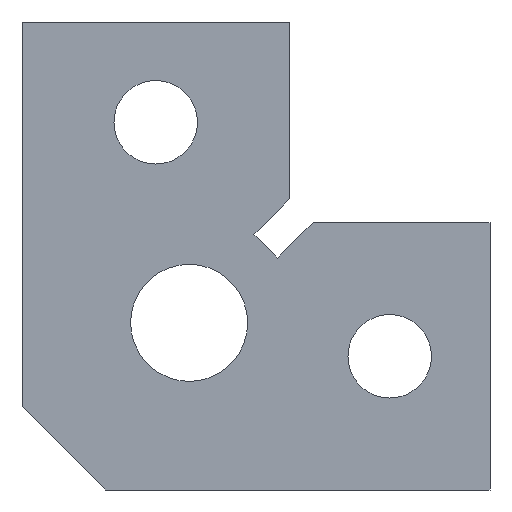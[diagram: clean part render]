
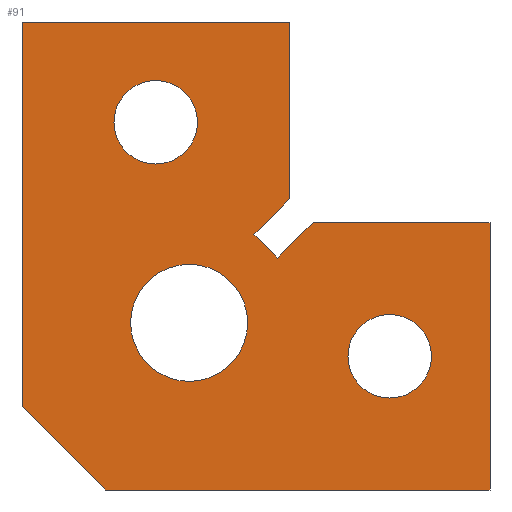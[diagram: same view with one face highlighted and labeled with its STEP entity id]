
A CAD part, front view. The second image highlights one B-rep face of the part: STEP entity #91.
In plain terms, the highlighted planar face has unit normal (0, -1, 0).
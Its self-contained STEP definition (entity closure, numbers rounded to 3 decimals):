
#91=ADVANCED_FACE('',(#126,#127,#128,#129),#130,.T.);
#126=FACE_BOUND('',#168,.T.);
#127=FACE_BOUND('',#169,.T.);
#128=FACE_BOUND('',#170,.T.);
#129=FACE_OUTER_BOUND('',#171,.T.);
#130=PLANE('',#172);
#168=EDGE_LOOP('',(#290,#291));
#169=EDGE_LOOP('',(#292,#293));
#170=EDGE_LOOP('',(#294,#295));
#171=EDGE_LOOP('',(#296,#297,#298,#299,#300,#301,#302,#303,#304,#305));
#172=AXIS2_PLACEMENT_3D('',#306,#307,#308);
#290=ORIENTED_EDGE('',*,*,#337,.T.);
#291=ORIENTED_EDGE('',*,*,#341,.T.);
#292=ORIENTED_EDGE('',*,*,#333,.T.);
#293=ORIENTED_EDGE('',*,*,#343,.T.);
#294=ORIENTED_EDGE('',*,*,#329,.T.);
#295=ORIENTED_EDGE('',*,*,#345,.T.);
#296=ORIENTED_EDGE('',*,*,#346,.F.);
#297=ORIENTED_EDGE('',*,*,#374,.F.);
#298=ORIENTED_EDGE('',*,*,#371,.F.);
#299=ORIENTED_EDGE('',*,*,#368,.F.);
#300=ORIENTED_EDGE('',*,*,#365,.F.);
#301=ORIENTED_EDGE('',*,*,#362,.F.);
#302=ORIENTED_EDGE('',*,*,#359,.F.);
#303=ORIENTED_EDGE('',*,*,#356,.F.);
#304=ORIENTED_EDGE('',*,*,#353,.F.);
#305=ORIENTED_EDGE('',*,*,#350,.F.);
#306=CARTESIAN_POINT('',(-2.818,-5.0,-2.818));
#307=DIRECTION('',(0.0,-1.0,0.));
#308=DIRECTION('',(1.0,0.0,0.0));
#329=EDGE_CURVE('',#379,#376,#380,.T.);
#333=EDGE_CURVE('',#387,#384,#388,.T.);
#337=EDGE_CURVE('',#395,#392,#396,.T.);
#341=EDGE_CURVE('',#392,#395,#401,.T.);
#343=EDGE_CURVE('',#384,#387,#403,.T.);
#345=EDGE_CURVE('',#376,#379,#405,.T.);
#346=EDGE_CURVE('',#406,#407,#408,.T.);
#350=EDGE_CURVE('',#407,#414,#415,.T.);
#353=EDGE_CURVE('',#414,#419,#420,.T.);
#356=EDGE_CURVE('',#419,#424,#425,.T.);
#359=EDGE_CURVE('',#424,#429,#430,.T.);
#362=EDGE_CURVE('',#429,#434,#435,.T.);
#365=EDGE_CURVE('',#434,#439,#440,.T.);
#368=EDGE_CURVE('',#439,#444,#445,.T.);
#371=EDGE_CURVE('',#444,#449,#450,.T.);
#374=EDGE_CURVE('',#449,#406,#454,.T.);
#376=VERTEX_POINT('',#456);
#379=VERTEX_POINT('',#460);
#380=CIRCLE('',#461,2.5);
#384=VERTEX_POINT('',#466);
#387=VERTEX_POINT('',#470);
#388=CIRCLE('',#471,2.5);
#392=VERTEX_POINT('',#476);
#395=VERTEX_POINT('',#480);
#396=CIRCLE('',#481,3.5);
#401=CIRCLE('',#487,3.5);
#403=CIRCLE('',#489,2.5);
#405=CIRCLE('',#491,2.5);
#406=VERTEX_POINT('',#492);
#407=VERTEX_POINT('',#493);
#408=LINE('',#494,#495);
#414=VERTEX_POINT('',#504);
#415=LINE('',#505,#506);
#419=VERTEX_POINT('',#512);
#420=LINE('',#513,#514);
#424=VERTEX_POINT('',#520);
#425=LINE('',#521,#522);
#429=VERTEX_POINT('',#528);
#430=LINE('',#529,#530);
#434=VERTEX_POINT('',#536);
#435=LINE('',#537,#538);
#439=VERTEX_POINT('',#544);
#440=LINE('',#545,#546);
#444=VERTEX_POINT('',#552);
#445=LINE('',#553,#554);
#449=VERTEX_POINT('',#560);
#450=LINE('',#561,#562);
#454=LINE('',#568,#569);
#456=CARTESIAN_POINT('',(-5.5,-5.0,6.0));
#460=CARTESIAN_POINT('',(-10.5,-5.0,6.0));
#461=AXIS2_PLACEMENT_3D('',#573,#574,#575);
#466=CARTESIAN_POINT('',(8.5,-5.0,-8.0));
#470=CARTESIAN_POINT('',(3.5,-5.0,-8.0));
#471=AXIS2_PLACEMENT_3D('',#581,#582,#583);
#476=CARTESIAN_POINT('',(-2.5,-5.0,-6.0));
#480=CARTESIAN_POINT('',(-9.5,-5.0,-6.0));
#481=AXIS2_PLACEMENT_3D('',#589,#590,#591);
#487=AXIS2_PLACEMENT_3D('',#599,#600,#601);
#489=AXIS2_PLACEMENT_3D('',#605,#606,#607);
#491=AXIS2_PLACEMENT_3D('',#611,#612,#613);
#492=CARTESIAN_POINT('',(12.0,-5.0,0.));
#493=CARTESIAN_POINT('',(12.0,-5.0,-16.0));
#494=CARTESIAN_POINT('',(12.0,-5.0,0.));
#495=VECTOR('',#614,1.0);
#504=CARTESIAN_POINT('',(-11.0,-5.0,-16.0));
#505=CARTESIAN_POINT('',(12.0,-5.0,-16.0));
#506=VECTOR('',#618,1.0);
#512=CARTESIAN_POINT('',(-16.0,-5.0,-11.0));
#513=CARTESIAN_POINT('',(-11.0,-5.0,-16.0));
#514=VECTOR('',#621,1.0);
#520=CARTESIAN_POINT('',(-16.0,-5.0,12.0));
#521=CARTESIAN_POINT('',(-16.0,-5.0,-11.0));
#522=VECTOR('',#624,1.0);
#528=CARTESIAN_POINT('',(0.0,-5.0,12.0));
#529=CARTESIAN_POINT('',(-16.0,-5.0,12.0));
#530=VECTOR('',#627,1.0);
#536=CARTESIAN_POINT('',(0.0,-5.0,1.414));
#537=CARTESIAN_POINT('',(0.0,-5.0,12.0));
#538=VECTOR('',#630,1.0);
#544=CARTESIAN_POINT('',(-2.121,-5.0,-0.707));
#545=CARTESIAN_POINT('',(0.0,-5.0,1.414));
#546=VECTOR('',#633,1.0);
#552=CARTESIAN_POINT('',(-0.707,-5.0,-2.121));
#553=CARTESIAN_POINT('',(-0.707,-5.0,-2.121));
#554=VECTOR('',#636,1.0);
#560=CARTESIAN_POINT('',(1.414,-5.0,0.));
#561=CARTESIAN_POINT('',(1.414,-5.0,0.));
#562=VECTOR('',#639,1.0);
#568=CARTESIAN_POINT('',(1.414,-5.0,0.));
#569=VECTOR('',#642,1.0);
#573=CARTESIAN_POINT('',(-8.0,-5.0,6.0));
#574=DIRECTION('',(0.0,1.0,0.));
#575=DIRECTION('',(1.0,0.0,0.0));
#581=CARTESIAN_POINT('',(6.0,-5.0,-8.0));
#582=DIRECTION('',(0.0,1.0,0.));
#583=DIRECTION('',(1.0,0.0,0.0));
#589=CARTESIAN_POINT('',(-6.0,-5.0,-6.0));
#590=DIRECTION('',(0.0,1.0,0.));
#591=DIRECTION('',(1.0,0.0,0.0));
#599=CARTESIAN_POINT('',(-6.0,-5.0,-6.0));
#600=DIRECTION('',(0.0,1.0,0.));
#601=DIRECTION('',(1.0,0.0,0.0));
#605=CARTESIAN_POINT('',(6.0,-5.0,-8.0));
#606=DIRECTION('',(0.0,1.0,0.));
#607=DIRECTION('',(1.0,0.0,0.0));
#611=CARTESIAN_POINT('',(-8.0,-5.0,6.0));
#612=DIRECTION('',(0.0,1.0,0.));
#613=DIRECTION('',(1.0,0.0,0.0));
#614=DIRECTION('',(0.0,0.,-1.0));
#618=DIRECTION('',(-1.0,0.0,0.0));
#621=DIRECTION('',(-0.707,0.,0.707));
#624=DIRECTION('',(0.0,0.,1.0));
#627=DIRECTION('',(1.0,0.0,0.0));
#630=DIRECTION('',(0.0,0.,-1.0));
#633=DIRECTION('',(-0.707,0.,-0.707));
#636=DIRECTION('',(0.707,0.,-0.707));
#639=DIRECTION('',(0.707,0.,0.707));
#642=DIRECTION('',(1.0,0.0,0.0));
